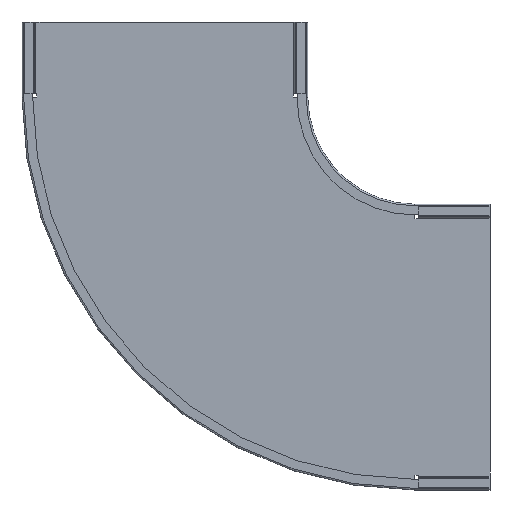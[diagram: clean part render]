
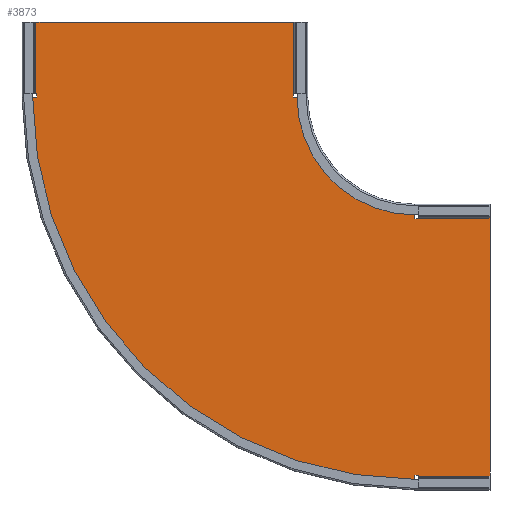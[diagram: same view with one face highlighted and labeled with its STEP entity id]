
A CAD part, front view. The second image highlights one B-rep face of the part: STEP entity #3873.
In plain terms, the highlighted planar face has unit normal (0, -1, 0).
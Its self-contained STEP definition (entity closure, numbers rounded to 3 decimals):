
#2013=DIRECTION('',(0.,0.,1.));
#2014=VECTOR('',#2013,360.84);
#2015=CARTESIAN_POINT('',(455.,-1.5,-635.42));
#2016=LINE('',#2015,#2014);
#2109=DIRECTION('',(0.,0.,-1.));
#2110=VECTOR('',#2109,0.92);
#2111=CARTESIAN_POINT('',(355.,-1.5,-634.5));
#2112=LINE('',#2111,#2110);
#2113=DIRECTION('',(1.,0.,0.));
#2114=VECTOR('',#2113,5.);
#2115=CARTESIAN_POINT('',(350.,-1.5,-634.5));
#2116=LINE('',#2115,#2114);
#2121=DIRECTION('',(0.,0.,1.));
#2122=VECTOR('',#2121,18.);
#2123=CARTESIAN_POINT('',(350.,-1.5,-652.5));
#2124=LINE('',#2123,#2122);
#2403=DIRECTION('',(0.,0.,1.));
#2404=VECTOR('',#2403,18.);
#2405=CARTESIAN_POINT('',(350.,-1.5,-275.5));
#2406=LINE('',#2405,#2404);
#2407=DIRECTION('',(-1.,0.,0.));
#2408=VECTOR('',#2407,5.);
#2409=CARTESIAN_POINT('',(355.,-1.5,-275.5));
#2410=LINE('',#2409,#2408);
#2419=DIRECTION('',(0.,0.,-1.));
#2420=VECTOR('',#2419,0.92);
#2421=CARTESIAN_POINT('',(355.,-1.5,-274.58));
#2422=LINE('',#2421,#2420);
#2471=DIRECTION('',(-1.,0.,0.));
#2472=VECTOR('',#2471,100.);
#2473=CARTESIAN_POINT('',(455.,-1.5,-274.58));
#2474=LINE('',#2473,#2472);
#2475=CARTESIAN_POINT('',(350.,-1.5,-105.));
#2476=DIRECTION('',(0.,1.,0.));
#2477=DIRECTION('',(0.,0.,-1.));
#2478=AXIS2_PLACEMENT_3D('',#2475,#2476,#2477);
#2480=DIRECTION('',(1.,0.,0.));
#2481=VECTOR('',#2480,18.);
#2482=CARTESIAN_POINT('',(-197.5,-1.5,-105.));
#2483=LINE('',#2482,#2481);
#2484=DIRECTION('',(0.,0.,1.));
#2485=VECTOR('',#2484,5.);
#2486=CARTESIAN_POINT('',(-179.5,-1.5,-105.));
#2487=LINE('',#2486,#2485);
#2488=DIRECTION('',(-1.,0.,0.));
#2489=VECTOR('',#2488,0.92);
#2490=CARTESIAN_POINT('',(-179.5,-1.5,-100.));
#2491=LINE('',#2490,#2489);
#2492=DIRECTION('',(1.,0.,0.));
#2493=VECTOR('',#2492,360.84);
#2494=CARTESIAN_POINT('',(-180.42,-1.5,0.));
#2495=LINE('',#2494,#2493);
#2496=DIRECTION('',(-1.,0.,0.));
#2497=VECTOR('',#2496,0.92);
#2498=CARTESIAN_POINT('',(180.42,-1.5,-100.));
#2499=LINE('',#2498,#2497);
#2500=DIRECTION('',(0.,0.,-1.));
#2501=VECTOR('',#2500,5.);
#2502=CARTESIAN_POINT('',(179.5,-1.5,-100.));
#2503=LINE('',#2502,#2501);
#2504=DIRECTION('',(1.,0.,0.));
#2505=VECTOR('',#2504,18.);
#2506=CARTESIAN_POINT('',(179.5,-1.5,-105.));
#2507=LINE('',#2506,#2505);
#2508=CARTESIAN_POINT('',(350.,-1.5,-105.));
#2509=DIRECTION('',(0.,-1.,0.));
#2510=DIRECTION('',(-1.,0.,0.));
#2511=AXIS2_PLACEMENT_3D('',#2508,#2509,#2510);
#2513=DIRECTION('',(1.,0.,0.));
#2514=VECTOR('',#2513,100.);
#2515=CARTESIAN_POINT('',(355.,-1.5,-635.42));
#2516=LINE('',#2515,#2514);
#2521=DIRECTION('',(0.,0.,-1.));
#2522=VECTOR('',#2521,100.);
#2523=CARTESIAN_POINT('',(-180.42,-1.5,0.));
#2524=LINE('',#2523,#2522);
#2599=DIRECTION('',(0.,0.,1.));
#2600=VECTOR('',#2599,100.);
#2601=CARTESIAN_POINT('',(180.42,-1.5,-100.));
#2602=LINE('',#2601,#2600);
#2771=CARTESIAN_POINT('',(455.,-1.5,-635.42));
#2772=VERTEX_POINT('',#2771);
#2773=CARTESIAN_POINT('',(455.,-1.5,-274.58));
#2774=VERTEX_POINT('',#2773);
#2783=CARTESIAN_POINT('',(355.,-1.5,-635.42));
#2784=VERTEX_POINT('',#2783);
#2785=CARTESIAN_POINT('',(355.,-1.5,-634.5));
#2786=VERTEX_POINT('',#2785);
#2787=CARTESIAN_POINT('',(350.,-1.5,-634.5));
#2788=VERTEX_POINT('',#2787);
#2789=CARTESIAN_POINT('',(350.,-1.5,-652.5));
#2790=VERTEX_POINT('',#2789);
#2791=CARTESIAN_POINT('',(-197.5,-1.5,-105.));
#2792=VERTEX_POINT('',#2791);
#2793=CARTESIAN_POINT('',(-179.5,-1.5,-105.));
#2794=VERTEX_POINT('',#2793);
#2795=CARTESIAN_POINT('',(-179.5,-1.5,-100.));
#2796=VERTEX_POINT('',#2795);
#2797=CARTESIAN_POINT('',(-180.42,-1.5,-100.));
#2798=VERTEX_POINT('',#2797);
#2823=CARTESIAN_POINT('',(-180.42,-1.5,0.));
#2824=VERTEX_POINT('',#2823);
#2827=CARTESIAN_POINT('',(180.42,-1.5,0.));
#2828=VERTEX_POINT('',#2827);
#2861=CARTESIAN_POINT('',(180.42,-1.5,-100.));
#2862=VERTEX_POINT('',#2861);
#2863=CARTESIAN_POINT('',(179.5,-1.5,-100.));
#2864=VERTEX_POINT('',#2863);
#2865=CARTESIAN_POINT('',(179.5,-1.5,-105.));
#2866=VERTEX_POINT('',#2865);
#2867=CARTESIAN_POINT('',(197.5,-1.5,-105.));
#2868=VERTEX_POINT('',#2867);
#2869=CARTESIAN_POINT('',(350.,-1.5,-257.5));
#2870=VERTEX_POINT('',#2869);
#2871=CARTESIAN_POINT('',(350.,-1.5,-275.5));
#2872=VERTEX_POINT('',#2871);
#2873=CARTESIAN_POINT('',(355.,-1.5,-275.5));
#2874=VERTEX_POINT('',#2873);
#2875=CARTESIAN_POINT('',(355.,-1.5,-274.58));
#2876=VERTEX_POINT('',#2875);
#3843=CARTESIAN_POINT('',(350.,-1.5,-105.));
#3844=DIRECTION('',(0.,-1.,0.));
#3845=DIRECTION('',(0.,0.,-1.));
#3846=AXIS2_PLACEMENT_3D('',#3843,#3844,#3845);
#3847=PLANE('',#3846);
#3848=ORIENTED_EDGE('',*,*,#3837,.F.);
#3849=ORIENTED_EDGE('',*,*,#3073,.F.);
#3851=ORIENTED_EDGE('',*,*,#3850,.F.);
#3852=ORIENTED_EDGE('',*,*,#3212,.F.);
#3853=ORIENTED_EDGE('',*,*,#3225,.F.);
#3854=ORIENTED_EDGE('',*,*,#3239,.F.);
#3855=ORIENTED_EDGE('',*,*,#3253,.T.);
#3856=ORIENTED_EDGE('',*,*,#3267,.T.);
#3857=ORIENTED_EDGE('',*,*,#3281,.T.);
#3858=ORIENTED_EDGE('',*,*,#3294,.T.);
#3860=ORIENTED_EDGE('',*,*,#3859,.F.);
#3861=ORIENTED_EDGE('',*,*,#3441,.T.);
#3863=ORIENTED_EDGE('',*,*,#3862,.F.);
#3864=ORIENTED_EDGE('',*,*,#3667,.T.);
#3865=ORIENTED_EDGE('',*,*,#3681,.T.);
#3866=ORIENTED_EDGE('',*,*,#3695,.T.);
#3867=ORIENTED_EDGE('',*,*,#3709,.T.);
#3868=ORIENTED_EDGE('',*,*,#3723,.F.);
#3869=ORIENTED_EDGE('',*,*,#3737,.F.);
#3870=ORIENTED_EDGE('',*,*,#3751,.F.);
#3871=EDGE_LOOP('',(#3848,#3849,#3851,#3852,#3853,#3854,#3855,#3856,#3857,#3858,
#3860,#3861,#3863,#3864,#3865,#3866,#3867,#3868,#3869,#3870));
#3872=FACE_OUTER_BOUND('',#3871,.F.);
#3873=ADVANCED_FACE('',(#3872),#3847,.T.);
#2479=CIRCLE('',#2478,547.5);
#2512=CIRCLE('',#2511,152.5);
#3073=EDGE_CURVE('',#2772,#2774,#2016,.T.);
#3212=EDGE_CURVE('',#2786,#2784,#2112,.T.);
#3225=EDGE_CURVE('',#2788,#2786,#2116,.T.);
#3239=EDGE_CURVE('',#2790,#2788,#2124,.T.);
#3253=EDGE_CURVE('',#2790,#2792,#2479,.T.);
#3267=EDGE_CURVE('',#2792,#2794,#2483,.T.);
#3281=EDGE_CURVE('',#2794,#2796,#2487,.T.);
#3294=EDGE_CURVE('',#2796,#2798,#2491,.T.);
#3441=EDGE_CURVE('',#2824,#2828,#2495,.T.);
#3667=EDGE_CURVE('',#2862,#2864,#2499,.T.);
#3681=EDGE_CURVE('',#2864,#2866,#2503,.T.);
#3695=EDGE_CURVE('',#2866,#2868,#2507,.T.);
#3709=EDGE_CURVE('',#2868,#2870,#2512,.T.);
#3723=EDGE_CURVE('',#2872,#2870,#2406,.T.);
#3737=EDGE_CURVE('',#2874,#2872,#2410,.T.);
#3751=EDGE_CURVE('',#2876,#2874,#2422,.T.);
#3837=EDGE_CURVE('',#2774,#2876,#2474,.T.);
#3850=EDGE_CURVE('',#2784,#2772,#2516,.T.);
#3859=EDGE_CURVE('',#2824,#2798,#2524,.T.);
#3862=EDGE_CURVE('',#2862,#2828,#2602,.T.);
